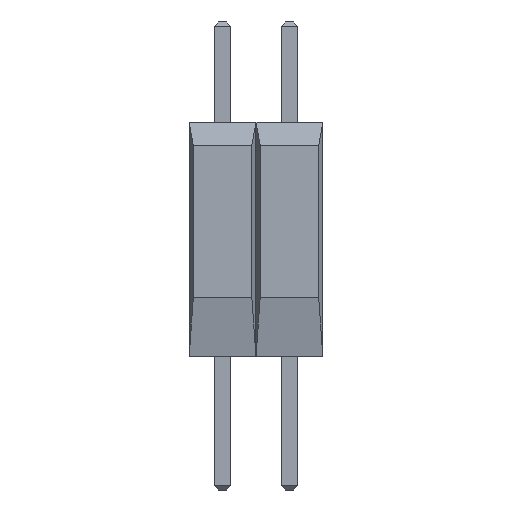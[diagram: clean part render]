
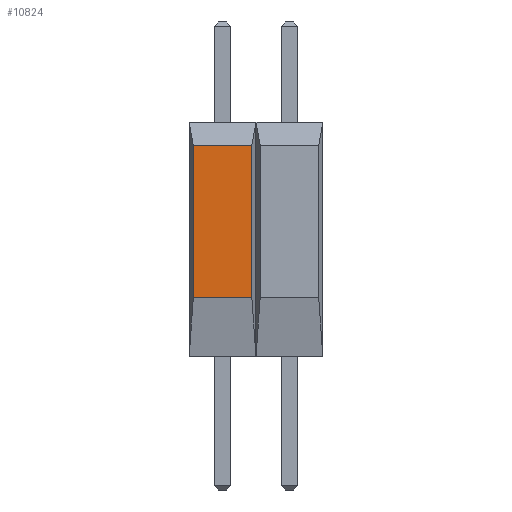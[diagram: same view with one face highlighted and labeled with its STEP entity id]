
A CAD part, left-side view. The second image highlights one B-rep face of the part: STEP entity #10824.
In plain terms, the highlighted planar face has unit normal (-1, 0, 0).
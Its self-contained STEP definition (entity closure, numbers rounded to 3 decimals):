
#10347=CARTESIAN_POINT('',(-22.86,0.159,8.001));
#10346=VERTEX_POINT('',#10347);
#10365=CARTESIAN_POINT('',(-22.86,2.381,8.001));
#10364=VERTEX_POINT('',#10365);
#10373=EDGE_CURVE('',#10346,#10364,#10378,.T.);
#10378=LINE('',#10347,#10380);
#10380=VECTOR('',#10381,2.222);
#10381=DIRECTION('',(0.0,1.0,0.0));
#10492=CARTESIAN_POINT('',(-22.86,2.381,2.223));
#10491=VERTEX_POINT('',#10492);
#10500=EDGE_CURVE('',#10364,#10491,#10505,.T.);
#10505=LINE('',#10365,#10507);
#10507=VECTOR('',#10508,5.778);
#10508=DIRECTION('',(0.0,0.0,-1.0));
#10543=CARTESIAN_POINT('',(-22.86,0.159,2.223));
#10542=VERTEX_POINT('',#10543);
#10569=EDGE_CURVE('',#10542,#10346,#10574,.T.);
#10574=LINE('',#10543,#10576);
#10576=VECTOR('',#10577,5.778);
#10577=DIRECTION('',(0.0,0.0,1.0));
#10804=EDGE_CURVE('',#10491,#10542,#10809,.T.);
#10809=LINE('',#10492,#10811);
#10811=VECTOR('',#10812,2.222);
#10812=DIRECTION('',(0.0,-1.0,0.0));
#10824=ADVANCED_FACE('',(#10830),#10825,.T.);
#10825=PLANE('',#10826);
#10826=AXIS2_PLACEMENT_3D('',#10827,#10828,#10829);
#10827=CARTESIAN_POINT('',(-22.86,2.381,2.223));
#10828=DIRECTION('',(-1.0,0.0,0.0));
#10829=DIRECTION('',(0.,0.,1.));
#10830=FACE_OUTER_BOUND('',#10831,.T.);
#10831=EDGE_LOOP('',(#10832,#10842,#10852,#10862));
#10832=ORIENTED_EDGE('',*,*,#10804,.T.);
#10842=ORIENTED_EDGE('',*,*,#10569,.T.);
#10852=ORIENTED_EDGE('',*,*,#10373,.T.);
#10862=ORIENTED_EDGE('',*,*,#10500,.T.);
